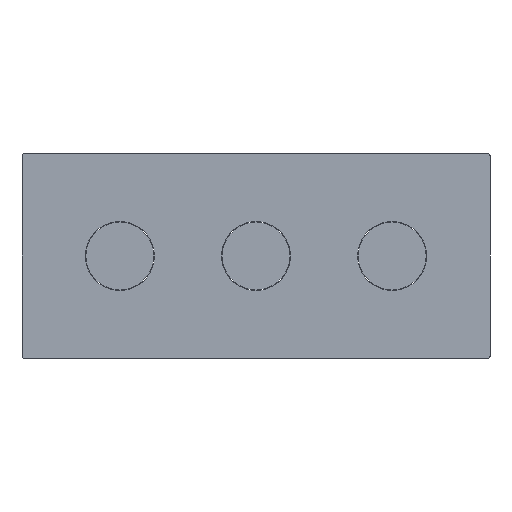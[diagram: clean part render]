
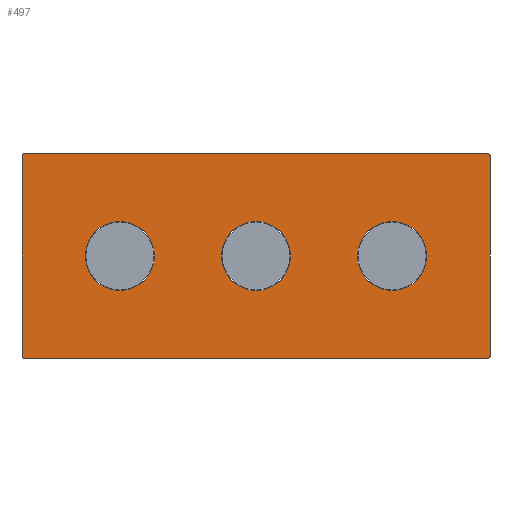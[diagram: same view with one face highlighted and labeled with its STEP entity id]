
A CAD part, left-side view. The second image highlights one B-rep face of the part: STEP entity #497.
In plain terms, the highlighted planar face has unit normal (-1, 0, 0).
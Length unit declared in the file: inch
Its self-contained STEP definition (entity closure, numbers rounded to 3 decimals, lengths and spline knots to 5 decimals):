
#76=CARTESIAN_POINT('',(0.,80.,0.));
#77=DIRECTION('',(-1.,0.,0.));
#78=DIRECTION('',(0.,0.,-1.));
#79=AXIS2_PLACEMENT_3D('',#76,#77,#78);
#81=CARTESIAN_POINT('',(0.,80.,0.));
#82=DIRECTION('',(-1.,0.,0.));
#83=DIRECTION('',(0.,0.,1.));
#84=AXIS2_PLACEMENT_3D('',#81,#82,#83);
#86=CARTESIAN_POINT('',(0.,-80.,0.));
#87=DIRECTION('',(-1.,0.,0.));
#88=DIRECTION('',(0.,0.,-1.));
#89=AXIS2_PLACEMENT_3D('',#86,#87,#88);
#91=CARTESIAN_POINT('',(0.,-80.,0.));
#92=DIRECTION('',(-1.,0.,0.));
#93=DIRECTION('',(0.,0.,1.));
#94=AXIS2_PLACEMENT_3D('',#91,#92,#93);
#96=CARTESIAN_POINT('',(0.,0.,0.));
#97=DIRECTION('',(-1.,0.,0.));
#98=DIRECTION('',(0.,0.,-1.));
#99=AXIS2_PLACEMENT_3D('',#96,#97,#98);
#101=CARTESIAN_POINT('',(0.,0.,0.));
#102=DIRECTION('',(-1.,0.,0.));
#103=DIRECTION('',(0.,0.,1.));
#104=AXIS2_PLACEMENT_3D('',#101,#102,#103);
#106=CARTESIAN_POINT('',(0.,136.5,59.));
#107=DIRECTION('',(-1.,0.,0.));
#108=DIRECTION('',(0.,0.,1.));
#109=AXIS2_PLACEMENT_3D('',#106,#107,#108);
#111=DIRECTION('',(0.,-1.,0.));
#112=VECTOR('',#111,273.);
#113=CARTESIAN_POINT('',(0.,136.5,60.));
#114=LINE('',#113,#112);
#115=CARTESIAN_POINT('',(0.,-136.5,59.));
#116=DIRECTION('',(-1.,0.,0.));
#117=DIRECTION('',(0.,-1.,0.));
#118=AXIS2_PLACEMENT_3D('',#115,#116,#117);
#120=DIRECTION('',(0.,0.,-1.));
#121=VECTOR('',#120,118.);
#122=CARTESIAN_POINT('',(0.,-137.5,59.));
#123=LINE('',#122,#121);
#124=CARTESIAN_POINT('',(0.,-136.5,-59.));
#125=DIRECTION('',(-1.,0.,0.));
#126=DIRECTION('',(0.,0.,-1.));
#127=AXIS2_PLACEMENT_3D('',#124,#125,#126);
#129=DIRECTION('',(0.,1.,0.));
#130=VECTOR('',#129,273.);
#131=CARTESIAN_POINT('',(0.,-136.5,-60.));
#132=LINE('',#131,#130);
#133=CARTESIAN_POINT('',(0.,136.5,-59.));
#134=DIRECTION('',(-1.,0.,0.));
#135=DIRECTION('',(0.,1.,0.));
#136=AXIS2_PLACEMENT_3D('',#133,#134,#135);
#138=DIRECTION('',(0.,0.,1.));
#139=VECTOR('',#138,118.);
#140=CARTESIAN_POINT('',(0.,137.5,-59.));
#141=LINE('',#140,#139);
#305=CARTESIAN_POINT('',(0.,80.,-20.25));
#306=CARTESIAN_POINT('',(0.,80.,20.25));
#307=VERTEX_POINT('',#305);
#308=VERTEX_POINT('',#306);
#309=CARTESIAN_POINT('',(0.,-80.,-20.25));
#310=CARTESIAN_POINT('',(0.,-80.,20.25));
#311=VERTEX_POINT('',#309);
#312=VERTEX_POINT('',#310);
#329=CARTESIAN_POINT('',(0.,136.5,60.));
#330=CARTESIAN_POINT('',(0.,137.5,59.));
#331=VERTEX_POINT('',#329);
#332=VERTEX_POINT('',#330);
#333=CARTESIAN_POINT('',(0.,137.5,-59.));
#334=CARTESIAN_POINT('',(0.,136.5,-60.));
#335=VERTEX_POINT('',#333);
#336=VERTEX_POINT('',#334);
#337=CARTESIAN_POINT('',(0.,-137.5,59.));
#338=CARTESIAN_POINT('',(0.,-136.5,60.));
#339=VERTEX_POINT('',#337);
#340=VERTEX_POINT('',#338);
#341=CARTESIAN_POINT('',(0.,-136.5,-60.));
#342=CARTESIAN_POINT('',(0.,-137.5,-59.));
#343=VERTEX_POINT('',#341);
#344=VERTEX_POINT('',#342);
#377=CARTESIAN_POINT('',(0.,0.,-20.25));
#378=CARTESIAN_POINT('',(0.,0.,20.25));
#379=VERTEX_POINT('',#377);
#380=VERTEX_POINT('',#378);
#457=CARTESIAN_POINT('',(0.,0.,0.));
#458=DIRECTION('',(1.,0.,0.));
#459=DIRECTION('',(0.,0.,-1.));
#460=AXIS2_PLACEMENT_3D('',#457,#458,#459);
#461=PLANE('',#460);
#463=ORIENTED_EDGE('',*,*,#462,.F.);
#465=ORIENTED_EDGE('',*,*,#464,.T.);
#467=ORIENTED_EDGE('',*,*,#466,.F.);
#469=ORIENTED_EDGE('',*,*,#468,.T.);
#471=ORIENTED_EDGE('',*,*,#470,.F.);
#473=ORIENTED_EDGE('',*,*,#472,.T.);
#475=ORIENTED_EDGE('',*,*,#474,.F.);
#477=ORIENTED_EDGE('',*,*,#476,.T.);
#478=EDGE_LOOP('',(#463,#465,#467,#469,#471,#473,#475,#477));
#479=FACE_OUTER_BOUND('',#478,.F.);
#481=ORIENTED_EDGE('',*,*,#480,.T.);
#483=ORIENTED_EDGE('',*,*,#482,.T.);
#484=EDGE_LOOP('',(#481,#483));
#485=FACE_BOUND('',#484,.F.);
#486=ORIENTED_EDGE('',*,*,#447,.T.);
#488=ORIENTED_EDGE('',*,*,#487,.T.);
#489=EDGE_LOOP('',(#486,#488));
#490=FACE_BOUND('',#489,.F.);
#492=ORIENTED_EDGE('',*,*,#491,.T.);
#494=ORIENTED_EDGE('',*,*,#493,.T.);
#495=EDGE_LOOP('',(#492,#494));
#496=FACE_BOUND('',#495,.F.);
#497=ADVANCED_FACE('',(#479,#485,#490,#496),#461,.F.);
#80=CIRCLE('',#79,20.25);
#85=CIRCLE('',#84,20.25);
#90=CIRCLE('',#89,20.25);
#95=CIRCLE('',#94,20.25);
#100=CIRCLE('',#99,20.25);
#105=CIRCLE('',#104,20.25);
#110=CIRCLE('',#109,1.);
#119=CIRCLE('',#118,1.);
#128=CIRCLE('',#127,1.);
#137=CIRCLE('',#136,1.);
#447=EDGE_CURVE('',#379,#380,#100,.T.);
#462=EDGE_CURVE('',#331,#332,#110,.T.);
#464=EDGE_CURVE('',#331,#340,#114,.T.);
#466=EDGE_CURVE('',#339,#340,#119,.T.);
#468=EDGE_CURVE('',#339,#344,#123,.T.);
#470=EDGE_CURVE('',#343,#344,#128,.T.);
#472=EDGE_CURVE('',#343,#336,#132,.T.);
#474=EDGE_CURVE('',#335,#336,#137,.T.);
#476=EDGE_CURVE('',#335,#332,#141,.T.);
#480=EDGE_CURVE('',#311,#312,#90,.T.);
#482=EDGE_CURVE('',#312,#311,#95,.T.);
#487=EDGE_CURVE('',#380,#379,#105,.T.);
#491=EDGE_CURVE('',#307,#308,#80,.T.);
#493=EDGE_CURVE('',#308,#307,#85,.T.);
